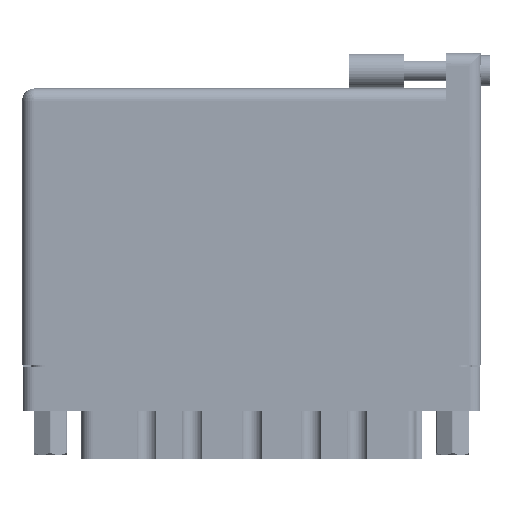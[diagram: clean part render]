
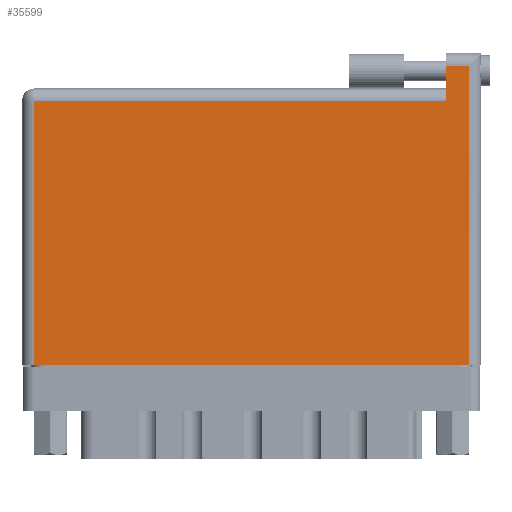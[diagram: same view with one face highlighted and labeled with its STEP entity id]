
A CAD part, front view. The second image highlights one B-rep face of the part: STEP entity #35599.
In plain terms, the highlighted face is planar.
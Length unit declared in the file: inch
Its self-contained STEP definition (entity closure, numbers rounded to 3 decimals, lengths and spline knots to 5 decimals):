
#556 = ORIENTED_EDGE ( 'NONE', *, *, #38155, .T. ) ;
#6541 = CARTESIAN_POINT ( 'NONE',  ( 2.53, 1.766, 0. ) ) ;
#6729 = DIRECTION ( 'NONE',  ( 0., -1., 0. ) ) ;
#7412 = LINE ( 'NONE', #56146, #50163 ) ;
#7705 = VECTOR ( 'NONE', #48960, 39.37008 ) ;
#7951 = DIRECTION ( 'NONE',  ( -1., 0., 0. ) ) ;
#8731 = VERTEX_POINT ( 'NONE', #33250 ) ;
#9374 = DIRECTION ( 'NONE',  ( 0., 0., -1. ) ) ;
#9593 = DIRECTION ( 'NONE',  ( 0., -1., 0. ) ) ;
#9848 = VECTOR ( 'NONE', #49712, 39.37008 ) ;
#12251 = VERTEX_POINT ( 'NONE', #50756 ) ;
#12664 = DIRECTION ( 'NONE',  ( -1., 0., 0. ) ) ;
#13101 = ORIENTED_EDGE ( 'NONE', *, *, #23315, .T. ) ;
#13737 = EDGE_CURVE ( 'NONE', #46767, #8731, #17218, .T. ) ;
#14177 = VERTEX_POINT ( 'NONE', #29525 ) ;
#14338 = VECTOR ( 'NONE', #9593, 39.37008 ) ;
#14448 = FACE_OUTER_BOUND ( 'NONE', #25961, .T. ) ;
#17218 = LINE ( 'NONE', #30618, #50966 ) ;
#21902 = ORIENTED_EDGE ( 'NONE', *, *, #60868, .T. ) ;
#23315 = EDGE_CURVE ( 'NONE', #49886, #26184, #51119, .T. ) ;
#25961 = EDGE_LOOP ( 'NONE', ( #33473, #13101, #556, #31604, #45847, #21902 ) ) ;
#26184 = VERTEX_POINT ( 'NONE', #31692 ) ;
#28331 = EDGE_CURVE ( 'NONE', #12251, #49886, #60206, .T. ) ;
#28817 = CARTESIAN_POINT ( 'NONE',  ( 2.53, 0., 0. ) ) ;
#29525 = CARTESIAN_POINT ( 'NONE',  ( 0.07, 1.496, 0. ) ) ;
#30618 = CARTESIAN_POINT ( 'NONE',  ( 2.403, 1.766, 0. ) ) ;
#30784 = LINE ( 'NONE', #48984, #14338 ) ;
#31604 = ORIENTED_EDGE ( 'NONE', *, *, #13737, .T. ) ;
#31692 = CARTESIAN_POINT ( 'NONE',  ( 2.53, 1.696, 0. ) ) ;
#32798 = EDGE_CURVE ( 'NONE', #8731, #14177, #47641, .T. ) ;
#33250 = CARTESIAN_POINT ( 'NONE',  ( 2.403, 1.496, 0. ) ) ;
#33473 = ORIENTED_EDGE ( 'NONE', *, *, #28331, .T. ) ;
#33616 = PLANE ( 'NONE',  #42292 ) ;
#35599 = ADVANCED_FACE ( 'NONE', ( #14448 ), #33616, .F. ) ;
#38155 = EDGE_CURVE ( 'NONE', #26184, #46767, #7412, .T. ) ;
#42292 = AXIS2_PLACEMENT_3D ( 'NONE', #47304, #9374, #43284 ) ;
#43284 = DIRECTION ( 'NONE',  ( -1., 0., 0. ) ) ;
#45847 = ORIENTED_EDGE ( 'NONE', *, *, #32798, .T. ) ;
#46132 = VECTOR ( 'NONE', #12664, 39.37008 ) ;
#46767 = VERTEX_POINT ( 'NONE', #48365 ) ;
#47304 = CARTESIAN_POINT ( 'NONE',  ( 0., 1.566, 0. ) ) ;
#47641 = LINE ( 'NONE', #50612, #46132 ) ;
#48365 = CARTESIAN_POINT ( 'NONE',  ( 2.403, 1.696, 0. ) ) ;
#48960 = DIRECTION ( 'NONE',  ( 1., 0., 0. ) ) ;
#48984 = CARTESIAN_POINT ( 'NONE',  ( 0.07, 0., 0. ) ) ;
#49176 = CARTESIAN_POINT ( 'NONE',  ( 0., 0., 0. ) ) ;
#49712 = DIRECTION ( 'NONE',  ( 0., 1., 0. ) ) ;
#49886 = VERTEX_POINT ( 'NONE', #28817 ) ;
#50163 = VECTOR ( 'NONE', #7951, 39.37008 ) ;
#50612 = CARTESIAN_POINT ( 'NONE',  ( 0., 1.496, 0. ) ) ;
#50756 = CARTESIAN_POINT ( 'NONE',  ( 0.07, 0., 0. ) ) ;
#50966 = VECTOR ( 'NONE', #6729, 39.37008 ) ;
#51119 = LINE ( 'NONE', #6541, #9848 ) ;
#56146 = CARTESIAN_POINT ( 'NONE',  ( 0., 1.696, 0. ) ) ;
#60206 = LINE ( 'NONE', #49176, #7705 ) ;
#60868 = EDGE_CURVE ( 'NONE', #14177, #12251, #30784, .T. ) ;
